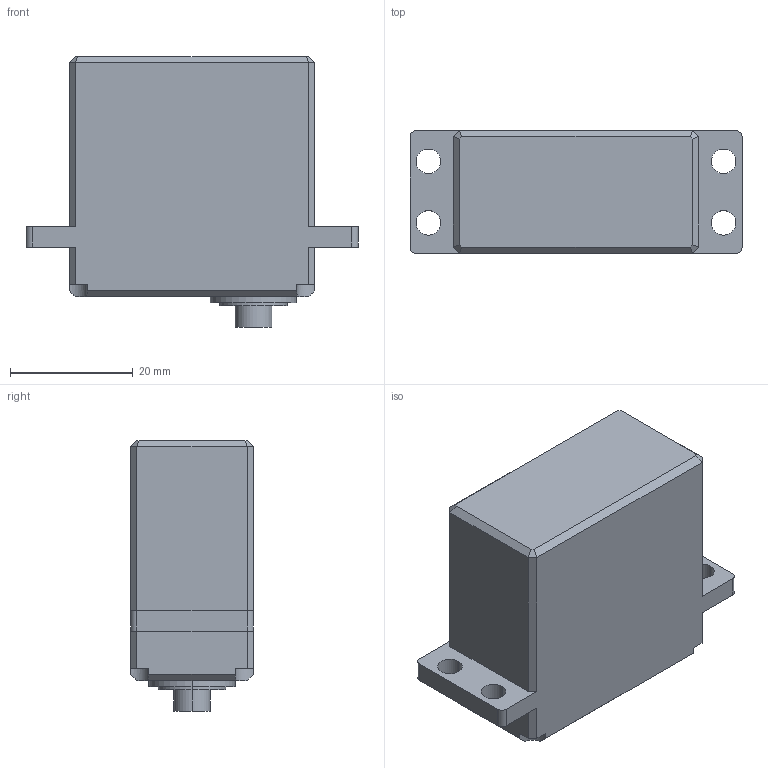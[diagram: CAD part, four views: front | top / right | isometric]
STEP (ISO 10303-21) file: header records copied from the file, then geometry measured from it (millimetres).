
FILE_DESCRIPTION (( 'STEP AP214' ), '1' );
FILE_NAME ('錨璃1.STEP', '2025-09-04T05:58:17', ( '' ), ( '' ), 'SwSTEP 2.0', 'SolidWorks 2024', '' );
FILE_SCHEMA (( 'AUTOMOTIVE_DESIGN' ));
Length unit declared in the file: millimetre
Products named in the file (1): 零件1
Bounding box: 54 x 20 x 44 mm (x, y, z)
Volume: 31995.6 mm3; surface area: 6929 mm2
Topology: 1 solids, 1 shells, 66 faces, 172 edges, 112 vertices
Faces by surface type: plane 42, cylinder 24
Entity records: 2059 total; most frequent: CARTESIAN_POINT 375, DIRECTION 346, ORIENTED_EDGE 344, EDGE_CURVE 172, LINE 116, VECTOR 116, AXIS2_PLACEMENT_3D 115, VERTEX_POINT 112
